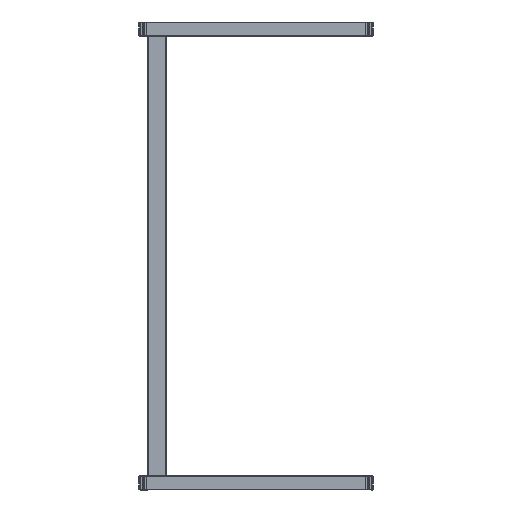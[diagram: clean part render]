
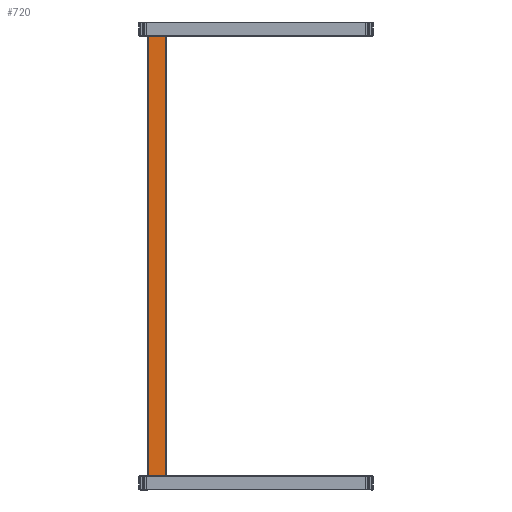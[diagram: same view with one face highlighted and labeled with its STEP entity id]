
A CAD part, left-side view. The second image highlights one B-rep face of the part: STEP entity #720.
In plain terms, the highlighted planar face has unit normal (-1, 0, 0).
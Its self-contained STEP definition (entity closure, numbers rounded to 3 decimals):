
#29 = DIRECTION ( 'NONE',  ( 0., 0., -1. ) ) ;
#97 = LINE ( 'NONE', #4694, #3054 ) ;
#155 = PLANE ( 'NONE',  #456 ) ;
#196 = CARTESIAN_POINT ( 'NONE',  ( -10., -18.5, 470. ) ) ;
#199 = DIRECTION ( 'NONE',  ( 1., 0., 0. ) ) ;
#283 = ORIENTED_EDGE ( 'NONE', *, *, #3719, .T. ) ;
#456 = AXIS2_PLACEMENT_3D ( 'NONE', #569, #199, #1356 ) ;
#569 = CARTESIAN_POINT ( 'NONE',  ( -10., 18.5, 470. ) ) ;
#720 = ADVANCED_FACE ( 'NONE', ( #4041 ), #155, .F. ) ;
#909 = VERTEX_POINT ( 'NONE', #3046 ) ;
#989 = EDGE_CURVE ( 'NONE', #909, #3345, #3742, .T. ) ;
#1005 = VERTEX_POINT ( 'NONE', #3921 ) ;
#1223 = DIRECTION ( 'NONE',  ( 0., -1., 0. ) ) ;
#1356 = DIRECTION ( 'NONE',  ( 0., 0., -1. ) ) ;
#1404 = LINE ( 'NONE', #1624, #3831 ) ;
#1466 = CARTESIAN_POINT ( 'NONE',  ( -10., -18.5, -470. ) ) ;
#1624 = CARTESIAN_POINT ( 'NONE',  ( -10., 18.5, 470. ) ) ;
#1711 = VECTOR ( 'NONE', #2722, 1000. ) ;
#1828 = ORIENTED_EDGE ( 'NONE', *, *, #3822, .F. ) ;
#1954 = ORIENTED_EDGE ( 'NONE', *, *, #989, .T. ) ;
#2561 = LINE ( 'NONE', #3469, #1711 ) ;
#2722 = DIRECTION ( 'NONE',  ( 0., 0., -1. ) ) ;
#3046 = CARTESIAN_POINT ( 'NONE',  ( -10., 18.5, -470. ) ) ;
#3054 = VECTOR ( 'NONE', #29, 1000. ) ;
#3108 = DIRECTION ( 'NONE',  ( 0., -1., 0. ) ) ;
#3259 = ORIENTED_EDGE ( 'NONE', *, *, #3871, .F. ) ;
#3345 = VERTEX_POINT ( 'NONE', #1466 ) ;
#3469 = CARTESIAN_POINT ( 'NONE',  ( -10., -18.5, 470. ) ) ;
#3669 = EDGE_LOOP ( 'NONE', ( #1954, #1828, #3259, #283 ) ) ;
#3719 = EDGE_CURVE ( 'NONE', #1005, #909, #97, .T. ) ;
#3742 = LINE ( 'NONE', #4626, #4665 ) ;
#3822 = EDGE_CURVE ( 'NONE', #4312, #3345, #2561, .T. ) ;
#3831 = VECTOR ( 'NONE', #1223, 1000. ) ;
#3871 = EDGE_CURVE ( 'NONE', #1005, #4312, #1404, .T. ) ;
#3921 = CARTESIAN_POINT ( 'NONE',  ( -10., 18.5, 470. ) ) ;
#4041 = FACE_OUTER_BOUND ( 'NONE', #3669, .T. ) ;
#4312 = VERTEX_POINT ( 'NONE', #196 ) ;
#4626 = CARTESIAN_POINT ( 'NONE',  ( -10., 18.5, -470. ) ) ;
#4665 = VECTOR ( 'NONE', #3108, 1000. ) ;
#4694 = CARTESIAN_POINT ( 'NONE',  ( -10., 18.5, 470. ) ) ;
